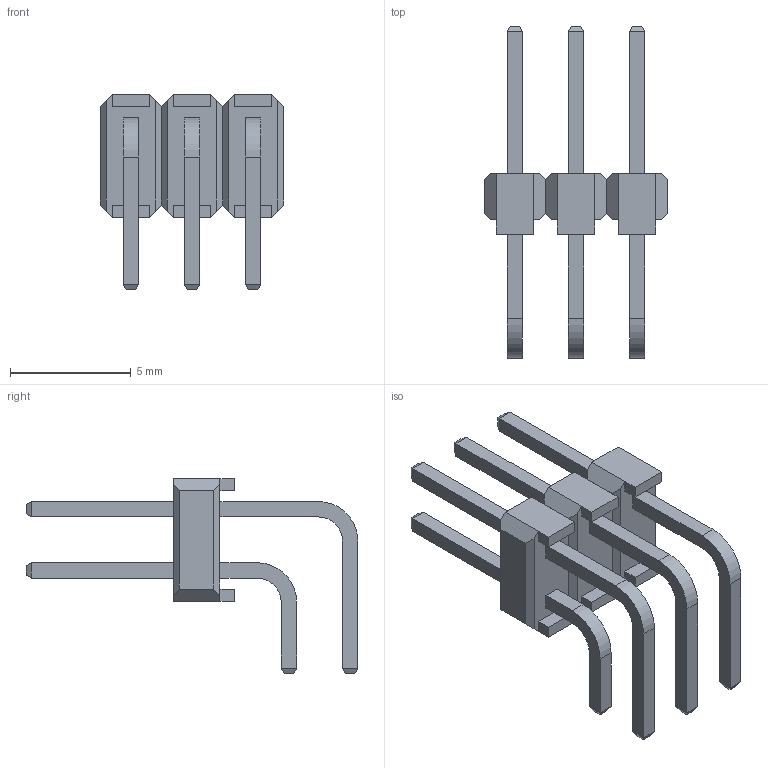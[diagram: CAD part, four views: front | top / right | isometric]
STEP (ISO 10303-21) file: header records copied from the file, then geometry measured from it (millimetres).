
FILE_DESCRIPTION((''),'2;1');
FILE_NAME('M20-995_ASM','2013-01-03T',('wbourne'),(''),'PRO/ENGINEER BY PARAMETRIC TECHNOLOGY CORPORATION, 2011490','PRO/ENGINEER BY PARAMETRIC TECHNOLOGY CORPORATION, 2011490','');
FILE_SCHEMA(('CONFIG_CONTROL_DESIGN','SHAPE_APPEARANCE_LAYERS_GROUPS'));
Length unit declared in the file: millimetre
Products named in the file (4): M20-995-MOULD; M20-995-PIN1; M20-995-PIN2; M20-995_ASM
Assembly tree (7 placements, depth 2):
  M20-995_ASM
    M20-995-MOULD
    M20-995-PIN1  x3
    M20-995-PIN2  x3
Bounding box: 7.62 x 13.76 x 8.08 mm (x, y, z)
Volume: 110.4 mm3; surface area: 429.1 mm2
Topology: 7 solids, 7 shells, 194 faces, 472 edges, 292 vertices
Faces by surface type: plane 182, cylinder 12
Entity records: 4710 total; most frequent: CARTESIAN_POINT 641, ORIENTED_EDGE 624, DIRECTION 586, PRESENTATION_STYLE_ASSIGNMENT 315, STYLED_ITEM 315, CURVE_STYLE 312, EDGE_CURVE 312, VECTOR 304
